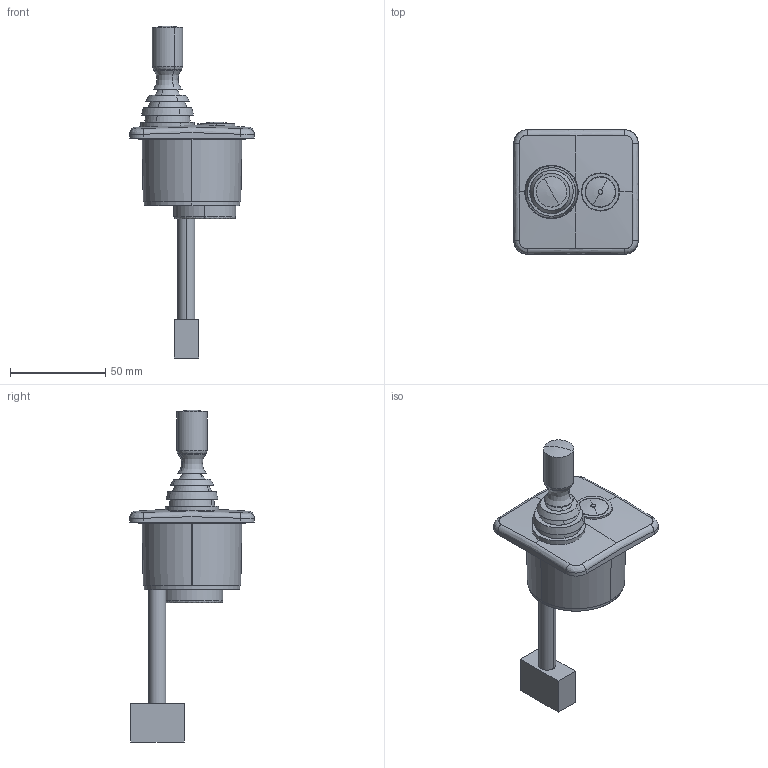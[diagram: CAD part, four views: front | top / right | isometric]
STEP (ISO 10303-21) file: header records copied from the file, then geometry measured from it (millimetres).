
FILE_DESCRIPTION(('CATIA V5 STEP Exchange'),'2;1');
FILE_NAME('2007.06.12 SIMPLE JOYSTICK - MPOP8105.stp','2019-04-22T07:09:40+00:00',('none'),('none'),'CATIA Version 5 Release 21 GA (IN-10)','CATIA V5 STEP AP203','none');
FILE_SCHEMA(('CONFIG_CONTROL_DESIGN'));
Length unit declared in the file: millimetre
Products named in the file (1): Product1
Bounding box: 65.5 x 65.5 x 174.23 mm (x, y, z)
Surface area: 44425.1 mm2 (no closed solid volume)
Topology: 0 solids, 344 shells, 344 faces, 1720 edges, 1705 vertices
Faces by surface type: revolution 127, plane 96, bspline 87, cylinder 34
Entity records: 21814 total; most frequent: CARTESIAN_POINT 10504, ORIENTED_EDGE 1705, EDGE_CURVE 1705, VERTEX_POINT 1705, DIRECTION 1147, B_SPLINE_CURVE_WITH_KNOTS 1072, AXIS2_PLACEMENT_3D 475, VECTOR 416
